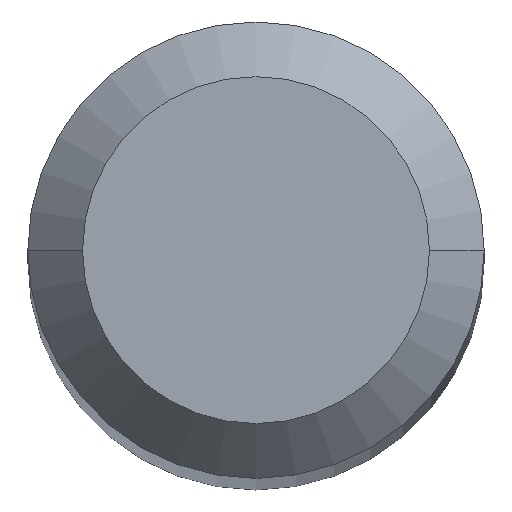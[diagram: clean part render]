
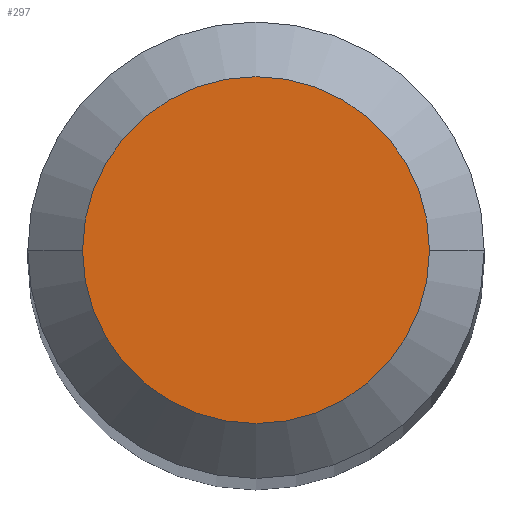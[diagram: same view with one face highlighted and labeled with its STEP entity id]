
A CAD part, top view. The second image highlights one B-rep face of the part: STEP entity #297.
In plain terms, the highlighted planar face has unit normal (0, 0, 1).
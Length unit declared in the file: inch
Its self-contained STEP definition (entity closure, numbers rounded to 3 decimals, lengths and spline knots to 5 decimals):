
#3 = FACE_OUTER_BOUND ( 'NONE', #106, .T. ) ;
#7 = VERTEX_POINT ( 'NONE', #62 ) ;
#14 = ORIENTED_EDGE ( 'NONE', *, *, #317, .T. ) ;
#33 = CIRCLE ( 'NONE', #359, 0.0475 ) ;
#42 = DIRECTION ( 'NONE',  ( 0., 0., 1. ) ) ;
#45 = DIRECTION ( 'NONE',  ( 0., 0., 1. ) ) ;
#62 = CARTESIAN_POINT ( 'NONE',  ( -0.0475, 0., 0. ) ) ;
#76 = CARTESIAN_POINT ( 'NONE',  ( 0., 0., 0. ) ) ;
#106 = EDGE_LOOP ( 'NONE', ( #153, #14 ) ) ;
#143 = DIRECTION ( 'NONE',  ( -1., 0., 0. ) ) ;
#147 = PLANE ( 'NONE',  #282 ) ;
#153 = ORIENTED_EDGE ( 'NONE', *, *, #284, .T. ) ;
#190 = DIRECTION ( 'NONE',  ( 1., 0., 0. ) ) ;
#256 = CARTESIAN_POINT ( 'NONE',  ( 0.0475, 0., 0. ) ) ;
#263 = VERTEX_POINT ( 'NONE', #256 ) ;
#282 = AXIS2_PLACEMENT_3D ( 'NONE', #434, #431, #143 ) ;
#284 = EDGE_CURVE ( 'NONE', #7, #263, #384, .T. ) ;
#291 = DIRECTION ( 'NONE',  ( 1., 0., 0. ) ) ;
#297 = ADVANCED_FACE ( 'NONE', ( #3 ), #147, .F. ) ;
#317 = EDGE_CURVE ( 'NONE', #263, #7, #33, .T. ) ;
#323 = CARTESIAN_POINT ( 'NONE',  ( 0., 0., 0. ) ) ;
#334 = AXIS2_PLACEMENT_3D ( 'NONE', #323, #42, #190 ) ;
#359 = AXIS2_PLACEMENT_3D ( 'NONE', #76, #45, #291 ) ;
#384 = CIRCLE ( 'NONE', #334, 0.0475 ) ;
#431 = DIRECTION ( 'NONE',  ( 0., 0., -1. ) ) ;
#434 = CARTESIAN_POINT ( 'NONE',  ( 0., 0.0475, 0. ) ) ;
